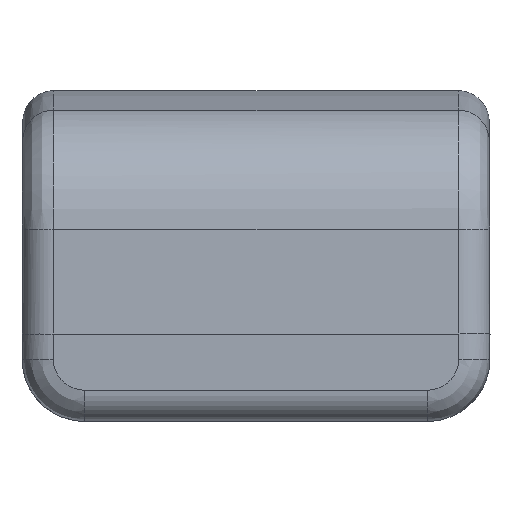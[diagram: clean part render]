
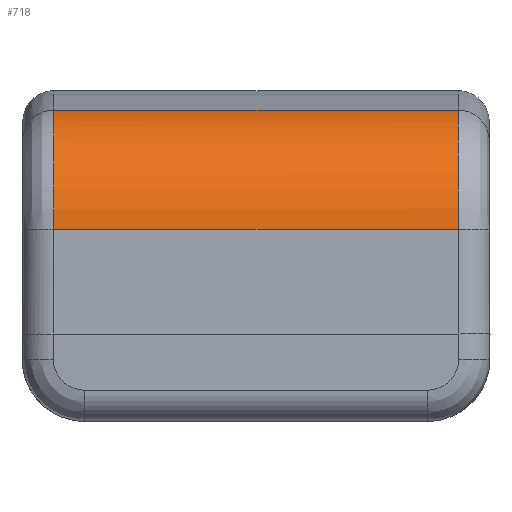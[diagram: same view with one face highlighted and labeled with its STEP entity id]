
A CAD part, left-side view. The second image highlights one B-rep face of the part: STEP entity #718.
In plain terms, the highlighted cylindrical face has radius 8 mm (diameter 16 mm), a partial arc.
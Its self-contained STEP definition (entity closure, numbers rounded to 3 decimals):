
#56 = CARTESIAN_POINT ( 'NONE',  ( 12.974, -48.432, 13.436 ) ) ;
#280 = CARTESIAN_POINT ( 'NONE',  ( 12.957, -42.015, 19.951 ) ) ;
#359 = CARTESIAN_POINT ( 'NONE',  ( 0., -48.525, 12.3 ) ) ;
#457 = VERTEX_POINT ( 'NONE', #280 ) ;
#669 = CARTESIAN_POINT ( 'NONE',  ( 12.966, -47.347, 16.398 ) ) ;
#718 = ADVANCED_FACE ( 'NONE', ( #6425 ), #1472, .T. ) ;
#745 = CARTESIAN_POINT ( 'NONE',  ( 12.957, -42.66, 19.829 ) ) ;
#888 = DIRECTION ( 'NONE',  ( 1., 0., 0. ) ) ;
#1368 = CARTESIAN_POINT ( 'NONE',  ( 12.97, -47.998, 14.998 ) ) ;
#1472 = CYLINDRICAL_SURFACE ( 'NONE', #4197, 8. ) ;
#1642 = CARTESIAN_POINT ( 'NONE',  ( -12.958, -43.765, 19.462 ) ) ;
#1656 = ORIENTED_EDGE ( 'NONE', *, *, #3835, .T. ) ;
#1952 = EDGE_CURVE ( 'NONE', #3315, #6802, #5669, .T. ) ;
#2000 = CARTESIAN_POINT ( 'NONE',  ( 12.96, -44.755, 18.927 ) ) ;
#2175 = ORIENTED_EDGE ( 'NONE', *, *, #7564, .T. ) ;
#2295 = EDGE_CURVE ( 'NONE', #6802, #457, #4165, .T. ) ;
#2362 = CARTESIAN_POINT ( 'NONE',  ( -12.977, -48.525, 12.3 ) ) ;
#2559 = DIRECTION ( 'NONE',  ( -1., 0., 0. ) ) ;
#2648 = CARTESIAN_POINT ( 'NONE',  ( 12.964, -46.76, 17.187 ) ) ;
#3127 = VECTOR ( 'NONE', #888, 1000. ) ;
#3315 = VERTEX_POINT ( 'NONE', #7314 ) ;
#3322 = CARTESIAN_POINT ( 'NONE',  ( 12.971, -48.176, 14.496 ) ) ;
#3400 = VECTOR ( 'NONE', #6208, 1000. ) ;
#3524 = CARTESIAN_POINT ( 'NONE',  ( -12.957, -42.904, 19.783 ) ) ;
#3650 = CARTESIAN_POINT ( 'NONE',  ( -12.962, -46.034, 17.964 ) ) ;
#3695 = CARTESIAN_POINT ( 'NONE',  ( -12.972, -48.322, 14.105 ) ) ;
#3835 = EDGE_CURVE ( 'NONE', #7305, #457, #5268, .T. ) ;
#3936 = CARTESIAN_POINT ( 'NONE',  ( -12.957, -42.015, 19.951 ) ) ;
#3989 = CARTESIAN_POINT ( 'NONE',  ( 12.961, -45.464, 18.451 ) ) ;
#4027 = CARTESIAN_POINT ( 'NONE',  ( 12.975, -48.509, 12.877 ) ) ;
#4165 = LINE ( 'NONE', #6775, #3127 ) ;
#4197 = AXIS2_PLACEMENT_3D ( 'NONE', #4545, #2559, #7745 ) ;
#4545 = CARTESIAN_POINT ( 'NONE',  ( 13.133, -40.527, 12.091 ) ) ;
#4630 = CARTESIAN_POINT ( 'NONE',  ( 12.957, -42.015, 19.951 ) ) ;
#4676 = CARTESIAN_POINT ( 'NONE',  ( 12.958, -43.353, 19.615 ) ) ;
#4710 = EDGE_LOOP ( 'NONE', ( #2175, #1656, #8017, #8464 ) ) ;
#5268 = B_SPLINE_CURVE_WITH_KNOTS ( 'NONE', 3,
 ( #5948, #4027, #56, #3322, #1368, #669, #2648, #3989, #2000, #4676, #745, #4630 ),
 .UNSPECIFIED., .F., .F.,
 ( 4, 2, 2, 2, 2, 4 ),
 ( 0., 0.125, 0.25, 0.5, 0.75, 1. ),
 .UNSPECIFIED. ) ;
#5504 = CARTESIAN_POINT ( 'NONE',  ( -12.966, -47.207, 16.585 ) ) ;
#5669 = B_SPLINE_CURVE_WITH_KNOTS ( 'NONE', 3,
 ( #2362, #7515, #3695, #6140, #5504, #3650, #6954, #1642, #3524, #7591 ),
 .UNSPECIFIED., .F., .F.,
 ( 4, 2, 2, 2, 4 ),
 ( 0., 0.25, 0.5, 0.75, 1. ),
 .UNSPECIFIED. ) ;
#5948 = CARTESIAN_POINT ( 'NONE',  ( 12.977, -48.525, 12.3 ) ) ;
#6140 = CARTESIAN_POINT ( 'NONE',  ( -12.968, -47.675, 15.796 ) ) ;
#6208 = DIRECTION ( 'NONE',  ( 1., 0., 0. ) ) ;
#6300 = CARTESIAN_POINT ( 'NONE',  ( 12.977, -48.525, 12.3 ) ) ;
#6425 = FACE_OUTER_BOUND ( 'NONE', #4710, .T. ) ;
#6775 = CARTESIAN_POINT ( 'NONE',  ( 0., -42.015, 19.951 ) ) ;
#6802 = VERTEX_POINT ( 'NONE', #3936 ) ;
#6954 = CARTESIAN_POINT ( 'NONE',  ( -12.96, -45.329, 18.553 ) ) ;
#7305 = VERTEX_POINT ( 'NONE', #6300 ) ;
#7314 = CARTESIAN_POINT ( 'NONE',  ( -12.977, -48.525, 12.3 ) ) ;
#7515 = CARTESIAN_POINT ( 'NONE',  ( -12.974, -48.501, 13.205 ) ) ;
#7564 = EDGE_CURVE ( 'NONE', #3315, #7305, #8218, .T. ) ;
#7591 = CARTESIAN_POINT ( 'NONE',  ( -12.957, -42.015, 19.951 ) ) ;
#7745 = DIRECTION ( 'NONE',  ( 0., 0., 1. ) ) ;
#8017 = ORIENTED_EDGE ( 'NONE', *, *, #2295, .F. ) ;
#8218 = LINE ( 'NONE', #359, #3400 ) ;
#8464 = ORIENTED_EDGE ( 'NONE', *, *, #1952, .F. ) ;
